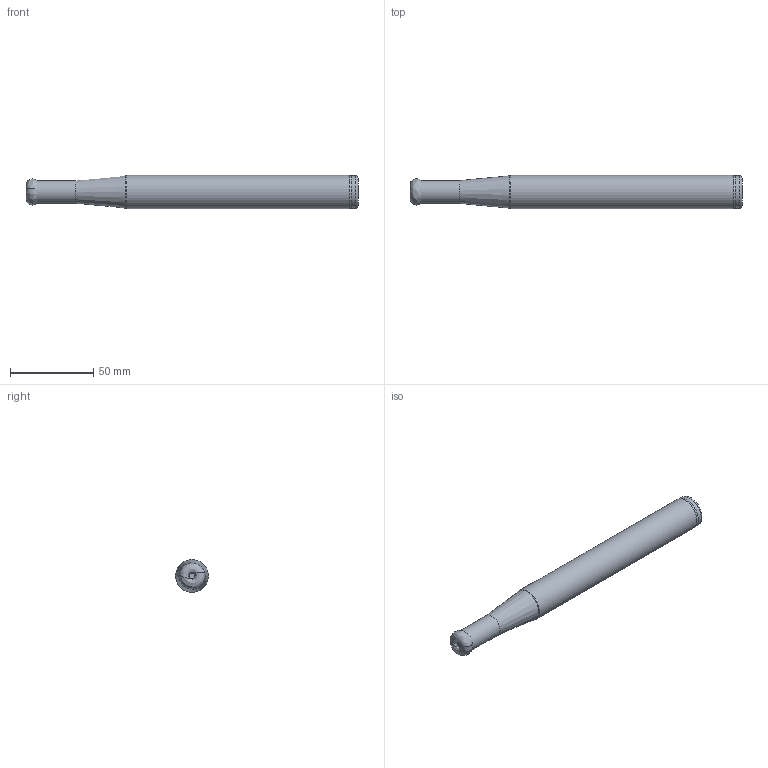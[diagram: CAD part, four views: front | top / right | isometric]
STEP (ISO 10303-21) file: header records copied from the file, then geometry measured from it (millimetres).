
FILE_DESCRIPTION(/* description */ (''),/* implementation_level */ '2;1');
FILE_NAME(/* name */ 'model1.stp',/* time_stamp */ '2023-11-06T19:48:02+03:00',/* author */ (''),/* organization */ (''),/* preprocessor_version */ 'ST-DEVELOPER v19.4',/* originating_system */ 'SIEMENS PLM Software NX2306.3001',/* authorisation */ '');
FILE_SCHEMA (('AUTOMOTIVE_DESIGN { 1 0 10303 214 3 1 1 1 }'));
Length unit declared in the file: millimetre
Products named in the file (1): model1_objects
Bounding box: 200 x 20 x 20 mm (x, y, z)
Volume: 55859.1 mm3; surface area: 12653.8 mm2
Topology: 2 solids, 2 shells, 12 faces, 21 edges, 11 vertices
Faces by surface type: cone 3, cylinder 3, bspline 2, torus 2, plane 2
Full cylindrical faces by diameter (mm): 13.75 x1, 19.5 x1, 20 x1
Entity records: 413 total; most frequent: CARTESIAN_POINT 110, DIRECTION 44, EDGE_LOOP 22, ORIENTED_EDGE 22, AXIS2_PLACEMENT_3D 22, FACE_BOUND 20, PRESENTATION_STYLE_ASSIGNMENT 12, SURFACE_STYLE_USAGE 12
